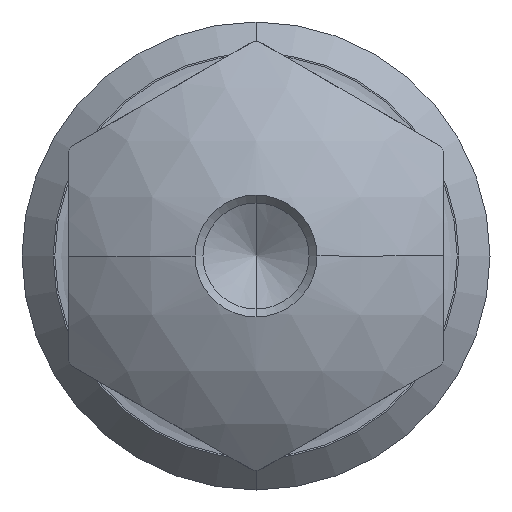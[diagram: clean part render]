
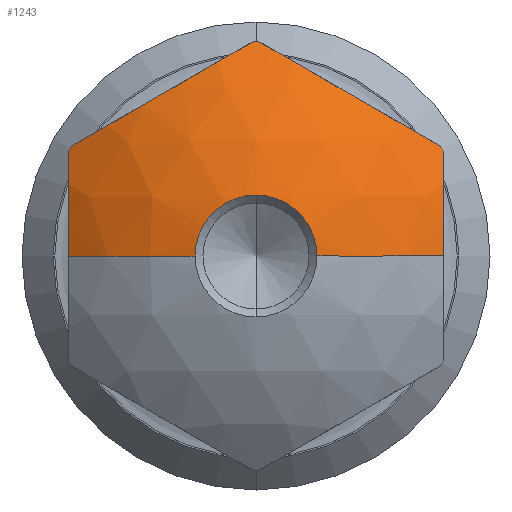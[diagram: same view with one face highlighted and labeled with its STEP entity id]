
A CAD part, front view. The second image highlights one B-rep face of the part: STEP entity #1243.
In plain terms, the highlighted spherical face has radius 20 mm.
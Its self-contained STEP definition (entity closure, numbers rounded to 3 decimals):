
#3 = EDGE_CURVE ( 'NONE', #954, #7, #409, .T. ) ;
#7 = VERTEX_POINT ( 'NONE', #302 ) ;
#8 = CARTESIAN_POINT ( 'NONE',  ( -12., -12.291, 0. ) ) ;
#12 = ORIENTED_EDGE ( 'NONE', *, *, #654, .F. ) ;
#21 = AXIS2_PLACEMENT_3D ( 'NONE', #281, #467, #460 ) ;
#33 = VERTEX_POINT ( 'NONE', #505 ) ;
#42 = CARTESIAN_POINT ( 'NONE',  ( -6., 3.709, 10.392 ) ) ;
#50 = CARTESIAN_POINT ( 'NONE',  ( 6., 3.709, 10.392 ) ) ;
#59 = CARTESIAN_POINT ( 'NONE',  ( 0., 3.709, 0. ) ) ;
#92 = EDGE_CURVE ( 'NONE', #709, #128, #871, .T. ) ;
#115 = CARTESIAN_POINT ( 'NONE',  ( 0., -10.815, 0. ) ) ;
#122 = DIRECTION ( 'NONE',  ( 0., 1., 0. ) ) ;
#128 = VERTEX_POINT ( 'NONE', #8 ) ;
#131 = ORIENTED_EDGE ( 'NONE', *, *, #380, .F. ) ;
#142 = EDGE_CURVE ( 'NONE', #988, #317, #1235, .T. ) ;
#143 = DIRECTION ( 'NONE',  ( 0., 0., 1. ) ) ;
#145 = DIRECTION ( 'NONE',  ( -0.866, 0., -0.5 ) ) ;
#148 = SPHERICAL_SURFACE ( 'NONE', #923, 20. ) ;
#154 = ORIENTED_EDGE ( 'NONE', *, *, #246, .T. ) ;
#173 = EDGE_CURVE ( 'NONE', #317, #842, #696, .T. ) ;
#174 = DIRECTION ( 'NONE',  ( -1., 0., 0. ) ) ;
#227 = ORIENTED_EDGE ( 'NONE', *, *, #1067, .F. ) ;
#246 = EDGE_CURVE ( 'NONE', #709, #300, #1136, .T. ) ;
#259 = DIRECTION ( 'NONE',  ( 0., 0., 1. ) ) ;
#266 = DIRECTION ( 'NONE',  ( 0., 1., 0. ) ) ;
#274 = CARTESIAN_POINT ( 'NONE',  ( 0., -15.906, 0. ) ) ;
#279 = CIRCLE ( 'NONE', #314, 16. ) ;
#281 = CARTESIAN_POINT ( 'NONE',  ( 0., -15.906, 0. ) ) ;
#285 = ORIENTED_EDGE ( 'NONE', *, *, #173, .F. ) ;
#294 = ORIENTED_EDGE ( 'NONE', *, *, #142, .F. ) ;
#300 = VERTEX_POINT ( 'NONE', #1185 ) ;
#302 = CARTESIAN_POINT ( 'NONE',  ( 12., -12.291, 0. ) ) ;
#304 = CARTESIAN_POINT ( 'NONE',  ( 0., -10.815, 0. ) ) ;
#313 = DIRECTION ( 'NONE',  ( 0., 0., -1. ) ) ;
#314 = AXIS2_PLACEMENT_3D ( 'NONE', #42, #767, #145 ) ;
#317 = VERTEX_POINT ( 'NONE', #1083 ) ;
#334 = DIRECTION ( 'NONE',  ( 0., 1., 0. ) ) ;
#343 = CARTESIAN_POINT ( 'NONE',  ( -3.906, -15.906, 0. ) ) ;
#346 = DIRECTION ( 'NONE',  ( 0., 0., 1. ) ) ;
#356 = EDGE_CURVE ( 'NONE', #300, #954, #533, .T. ) ;
#370 = CARTESIAN_POINT ( 'NONE',  ( 12., 3.709, 0. ) ) ;
#378 = EDGE_CURVE ( 'NONE', #842, #33, #1323, .T. ) ;
#380 = EDGE_CURVE ( 'NONE', #128, #1300, #814, .T. ) ;
#388 = ORIENTED_EDGE ( 'NONE', *, *, #3, .T. ) ;
#391 = CARTESIAN_POINT ( 'NONE',  ( 0., 3.709, 0. ) ) ;
#403 = ORIENTED_EDGE ( 'NONE', *, *, #868, .F. ) ;
#406 = CARTESIAN_POINT ( 'NONE',  ( 0., 3.709, 0. ) ) ;
#408 = DIRECTION ( 'NONE',  ( 1., 0., 0. ) ) ;
#409 = CIRCLE ( 'NONE', #1324, 20. ) ;
#460 = DIRECTION ( 'NONE',  ( 0., 0., 1. ) ) ;
#467 = DIRECTION ( 'NONE',  ( 0., 1., 0. ) ) ;
#474 = DIRECTION ( 'NONE',  ( 0., 0., 1. ) ) ;
#482 = AXIS2_PLACEMENT_3D ( 'NONE', #304, #334, #346 ) ;
#505 = CARTESIAN_POINT ( 'NONE',  ( 11.814, -10.815, 7.036 ) ) ;
#510 = AXIS2_PLACEMENT_3D ( 'NONE', #50, #689, #895 ) ;
#533 = CIRCLE ( 'NONE', #648, 3.906 ) ;
#538 = AXIS2_PLACEMENT_3D ( 'NONE', #406, #313, #613 ) ;
#546 = ORIENTED_EDGE ( 'NONE', *, *, #378, .F. ) ;
#613 = DIRECTION ( 'NONE',  ( -1., 0., 0. ) ) ;
#631 = DIRECTION ( 'NONE',  ( 0., 0., 1. ) ) ;
#632 = FACE_OUTER_BOUND ( 'NONE', #921, .T. ) ;
#648 = AXIS2_PLACEMENT_3D ( 'NONE', #274, #266, #259 ) ;
#649 = EDGE_CURVE ( 'NONE', #33, #773, #1333, .T. ) ;
#653 = CARTESIAN_POINT ( 'NONE',  ( -0.186, -10.815, 13.749 ) ) ;
#654 = EDGE_CURVE ( 'NONE', #1300, #877, #1063, .T. ) ;
#689 = DIRECTION ( 'NONE',  ( 0.5, 0., 0.866 ) ) ;
#696 = CIRCLE ( 'NONE', #1024, 13.75 ) ;
#709 = VERTEX_POINT ( 'NONE', #343 ) ;
#713 = DIRECTION ( 'NONE',  ( 0., 1., 0. ) ) ;
#725 = CARTESIAN_POINT ( 'NONE',  ( 0., -10.815, 0. ) ) ;
#734 = ORIENTED_EDGE ( 'NONE', *, *, #92, .F. ) ;
#751 = CARTESIAN_POINT ( 'NONE',  ( 0.186, -10.815, 13.749 ) ) ;
#767 = DIRECTION ( 'NONE',  ( -0.5, 0., 0.866 ) ) ;
#773 = VERTEX_POINT ( 'NONE', #851 ) ;
#797 = AXIS2_PLACEMENT_3D ( 'NONE', #1192, #1101, #985 ) ;
#807 = DIRECTION ( 'NONE',  ( 0., 0., 1. ) ) ;
#814 = CIRCLE ( 'NONE', #797, 16. ) ;
#818 = AXIS2_PLACEMENT_3D ( 'NONE', #839, #829, #823 ) ;
#823 = DIRECTION ( 'NONE',  ( 0., 0., 1. ) ) ;
#829 = DIRECTION ( 'NONE',  ( 0., 1., 0. ) ) ;
#839 = CARTESIAN_POINT ( 'NONE',  ( 0., -10.815, 0. ) ) ;
#842 = VERTEX_POINT ( 'NONE', #751 ) ;
#851 = CARTESIAN_POINT ( 'NONE',  ( 12., -10.815, 6.713 ) ) ;
#868 = EDGE_CURVE ( 'NONE', #877, #988, #279, .T. ) ;
#871 = CIRCLE ( 'NONE', #538, 20. ) ;
#877 = VERTEX_POINT ( 'NONE', #1074 ) ;
#895 = DIRECTION ( 'NONE',  ( -0.866, 0., 0.5 ) ) ;
#896 = DIRECTION ( 'NONE',  ( 0., 0., 1. ) ) ;
#907 = CARTESIAN_POINT ( 'NONE',  ( -12., -10.815, 6.713 ) ) ;
#909 = CIRCLE ( 'NONE', #1016, 16. ) ;
#921 = EDGE_LOOP ( 'NONE', ( #154, #1314, #388, #227, #1021, #546, #285, #294, #403, #12, #131, #734 ) ) ;
#923 = AXIS2_PLACEMENT_3D ( 'NONE', #59, #896, #174 ) ;
#954 = VERTEX_POINT ( 'NONE', #1059 ) ;
#985 = DIRECTION ( 'NONE',  ( 0., 0., -1. ) ) ;
#988 = VERTEX_POINT ( 'NONE', #653 ) ;
#1016 = AXIS2_PLACEMENT_3D ( 'NONE', #370, #1088, #474 ) ;
#1021 = ORIENTED_EDGE ( 'NONE', *, *, #649, .F. ) ;
#1024 = AXIS2_PLACEMENT_3D ( 'NONE', #725, #713, #631 ) ;
#1039 = AXIS2_PLACEMENT_3D ( 'NONE', #115, #122, #143 ) ;
#1059 = CARTESIAN_POINT ( 'NONE',  ( 3.906, -15.906, 0. ) ) ;
#1063 = CIRCLE ( 'NONE', #482, 13.75 ) ;
#1067 = EDGE_CURVE ( 'NONE', #773, #7, #909, .T. ) ;
#1074 = CARTESIAN_POINT ( 'NONE',  ( -11.814, -10.815, 7.036 ) ) ;
#1083 = CARTESIAN_POINT ( 'NONE',  ( 0., -10.815, 13.75 ) ) ;
#1088 = DIRECTION ( 'NONE',  ( 1., 0., 0. ) ) ;
#1101 = DIRECTION ( 'NONE',  ( -1., 0., 0. ) ) ;
#1136 = CIRCLE ( 'NONE', #21, 3.906 ) ;
#1185 = CARTESIAN_POINT ( 'NONE',  ( 0., -15.906, 3.906 ) ) ;
#1192 = CARTESIAN_POINT ( 'NONE',  ( -12., 3.709, 0. ) ) ;
#1235 = CIRCLE ( 'NONE', #818, 13.75 ) ;
#1243 = ADVANCED_FACE ( 'NONE', ( #632 ), #148, .T. ) ;
#1300 = VERTEX_POINT ( 'NONE', #907 ) ;
#1314 = ORIENTED_EDGE ( 'NONE', *, *, #356, .T. ) ;
#1323 = CIRCLE ( 'NONE', #510, 16. ) ;
#1324 = AXIS2_PLACEMENT_3D ( 'NONE', #391, #807, #408 ) ;
#1333 = CIRCLE ( 'NONE', #1039, 13.75 ) ;
